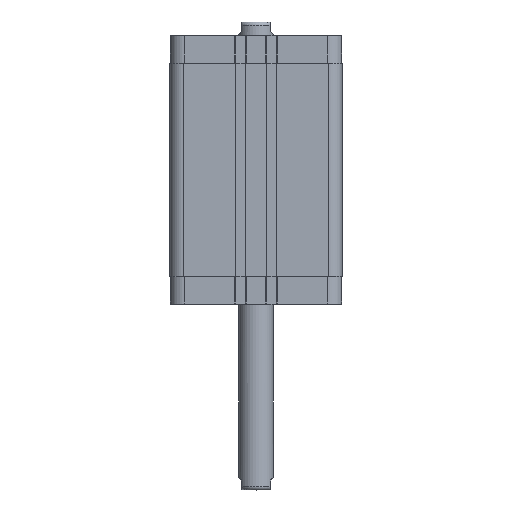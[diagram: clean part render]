
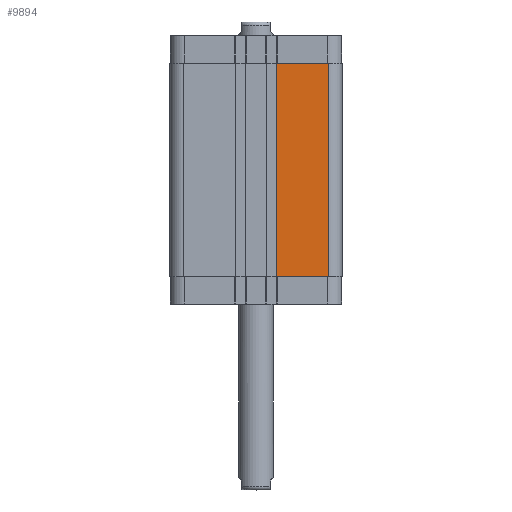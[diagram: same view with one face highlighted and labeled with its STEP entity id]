
A CAD part, top view. The second image highlights one B-rep face of the part: STEP entity #9894.
In plain terms, the highlighted planar face has unit normal (0, 0, 1).
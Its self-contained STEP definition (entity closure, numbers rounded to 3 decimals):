
#7354=CARTESIAN_POINT('',(11.75,62.0,50.));
#7355=VERTEX_POINT('',#7354);
#7362=CARTESIAN_POINT('',(42.,62.0,50.));
#7363=VERTEX_POINT('',#7362);
#7364=CARTESIAN_POINT('',(42.,62.0,50.));
#7365=DIRECTION('',(-1.0,0.0,0.0));
#7366=VECTOR('',#7365,30.25);
#7367=LINE('',#7364,#7366);
#7368=EDGE_CURVE('',#7363,#7355,#7367,.T.);
#9288=CARTESIAN_POINT('',(42.,-62.0,50.));
#9289=VERTEX_POINT('',#9288);
#9297=CARTESIAN_POINT('',(11.75,-62.0,50.));
#9298=VERTEX_POINT('',#9297);
#9299=CARTESIAN_POINT('',(11.75,-62.0,50.));
#9300=DIRECTION('',(1.0,0.0,0.0));
#9301=VECTOR('',#9300,30.25);
#9302=LINE('',#9299,#9301);
#9303=EDGE_CURVE('',#9298,#9289,#9302,.T.);
#9867=CARTESIAN_POINT('',(42.,-62.0,50.));
#9868=DIRECTION('',(0.0,1.0,0.0));
#9869=VECTOR('',#9868,124.0);
#9870=LINE('',#9867,#9869);
#9871=EDGE_CURVE('',#9289,#7363,#9870,.T.);
#9878=CARTESIAN_POINT('',(42.,0.0,50.));
#9879=DIRECTION('',(0.0,0.0,1.0));
#9880=DIRECTION('',(1.0,0.0,0.0));
#9881=AXIS2_PLACEMENT_3D('',#9878,#9879,#9880);
#9882=PLANE('',#9881);
#9883=ORIENTED_EDGE('',*,*,#7368,.T.);
#9884=CARTESIAN_POINT('',(11.75,-62.0,50.));
#9885=DIRECTION('',(0.0,1.0,0.0));
#9886=VECTOR('',#9885,124.0);
#9887=LINE('',#9884,#9886);
#9888=EDGE_CURVE('',#9298,#7355,#9887,.T.);
#9889=ORIENTED_EDGE('',*,*,#9888,.F.);
#9890=ORIENTED_EDGE('',*,*,#9303,.T.);
#9891=ORIENTED_EDGE('',*,*,#9871,.T.);
#9892=EDGE_LOOP('',(#9883,#9889,#9890,#9891));
#9893=FACE_OUTER_BOUND('',#9892,.T.);
#9894=ADVANCED_FACE('',(#9893),#9882,.T.);
